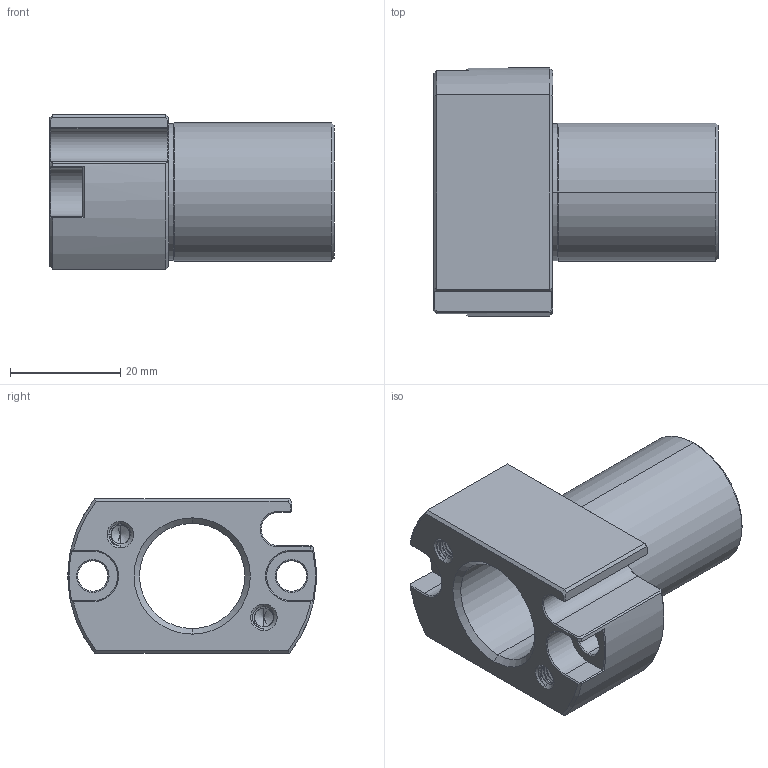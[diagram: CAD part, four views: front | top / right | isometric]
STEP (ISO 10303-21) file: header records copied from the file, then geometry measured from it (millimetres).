
FILE_DESCRIPTION (( 'STEP AP203' ), '1' );
FILE_NAME ('SL-19.05×25×21.5_STEP.STEP', '2025-12-11T08:08:36', ( '' ), ( '' ), 'SwSTEP 2.0', 'SolidWorks 2024', '' );
FILE_SCHEMA (( 'CONFIG_CONTROL_DESIGN' ));
Length unit declared in the file: millimetre
Products named in the file (1): SL-19.05×25×21.5_STEP
Bounding box: 51.5 x 44.95 x 28 mm (x, y, z)
Volume: 22079.8 mm3; surface area: 11180.6 mm2
Topology: 1 solids, 1 shells, 179 faces, 477 edges, 302 vertices
Faces by surface type: cylinder 86, plane 41, cone 40, bspline 12
Entity records: 10850 total; most frequent: CARTESIAN_POINT 6817, ORIENTED_EDGE 946, DIRECTION 677, EDGE_CURVE 473, VERTEX_POINT 302, AXIS2_PLACEMENT_3D 250, EDGE_LOOP 191, FACE_OUTER_BOUND 179
